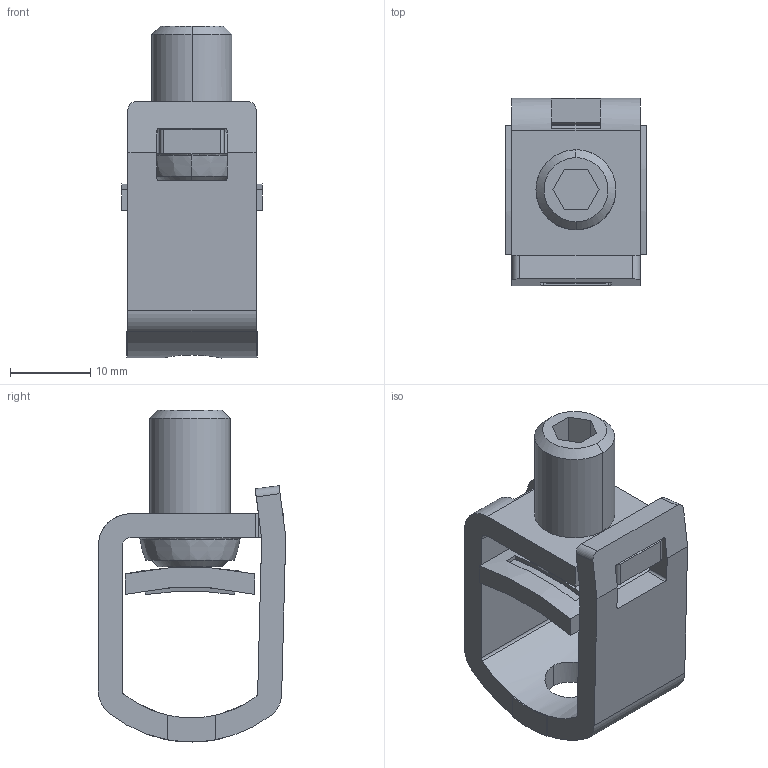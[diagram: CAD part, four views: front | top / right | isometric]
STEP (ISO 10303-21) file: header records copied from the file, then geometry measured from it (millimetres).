
FILE_DESCRIPTION(('CATIA V5 STEP'),'2;1');
FILE_NAME('K5801015_L_U-Rahmenklemme-KU00_1.stp','2016-04-29T13:58:33+00:00',('none'),('Jean Müller GmbH'),'CATIA Version 5 Release 19 SP 9 (IN-10)','CATIA V5 STEP AP214','none');
FILE_SCHEMA(('AUTOMOTIVE_DESIGN { 1 0 10303 214 1 1 1 1 }'));
Length unit declared in the file: millimetre
Products named in the file (4): K5801015_L_U-Rahmenklemme KU00/1; 158272_Rahmen; 68208_Sond.-Gewindestift M10; 158291_Druckstueck
Assembly tree (3 placements, depth 2):
  K5801015_L_U-Rahmenklemme KU00/1
    158272_Rahmen
    68208_Sond.-Gewindestift M10
    158291_Druckstueck
Bounding box: 17.5 x 23.41 x 41.46 mm (x, y, z)
Volume: 5841.4 mm3; surface area: 5212.3 mm2
Topology: 3 solids, 3 shells, 122 faces, 327 edges, 211 vertices
Faces by surface type: plane 62, cylinder 42, cone 12, bspline 6
Entity records: 5158 total; most frequent: CARTESIAN_POINT 1270, ORIENTED_EDGE 650, DIRECTION 521, EDGE_CURVE 325, VERTEX_POINT 211, VECTOR 205, LINE 205, AXIS2_PLACEMENT_3D 202
